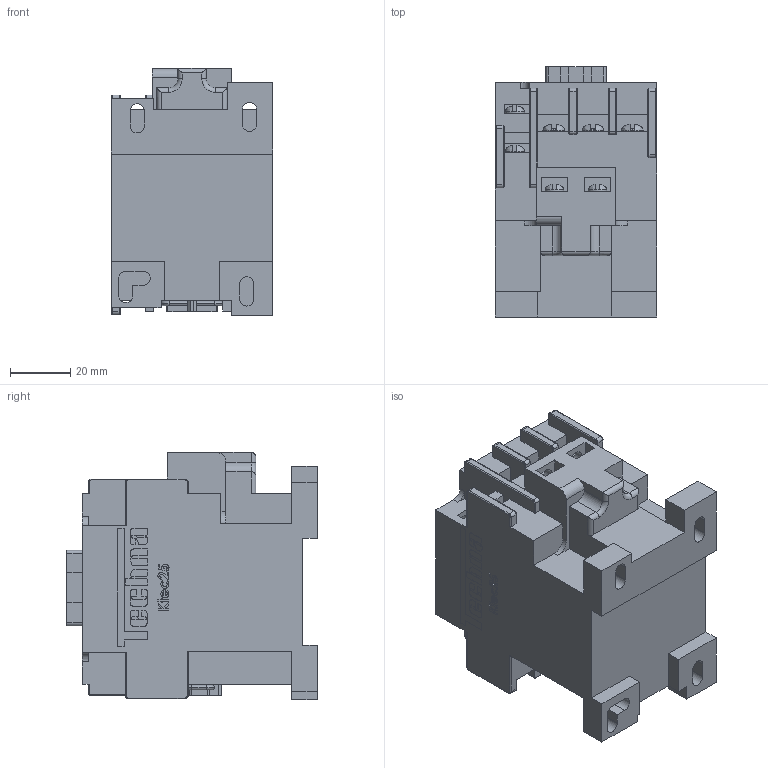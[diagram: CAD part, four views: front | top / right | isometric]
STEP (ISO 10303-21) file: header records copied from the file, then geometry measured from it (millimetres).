
FILE_DESCRIPTION (( 'STEP AP214' ), '1' );
FILE_NAME ('Ktec25.STEP', '2020-07-16T10:04:02', ( '' ), ( '' ), 'SwSTEP 2.0', 'SolidWorks 2020', '' );
FILE_SCHEMA (( 'AUTOMOTIVE_DESIGN' ));
Length unit declared in the file: millimetre
Products named in the file (1): Ktec25
Bounding box: 53.5 x 83 x 81.85 mm (x, y, z)
Volume: 235204.4 mm3; surface area: 39523.4 mm2
Topology: 2 solids, 2 shells, 1256 faces, 3406 edges, 2215 vertices
Faces by surface type: plane 713, cylinder 361, bspline 131, torus 51
Entity records: 55250 total; most frequent: CARTESIAN_POINT 14479, ORIENTED_EDGE 6812, DIRECTION 6137, EDGE_CURVE 3406, LINE 2239, VECTOR 2239, VERTEX_POINT 2215, AXIS2_PLACEMENT_3D 1949
